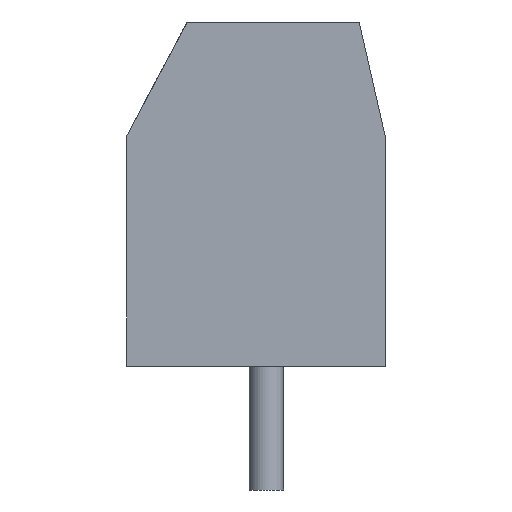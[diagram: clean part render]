
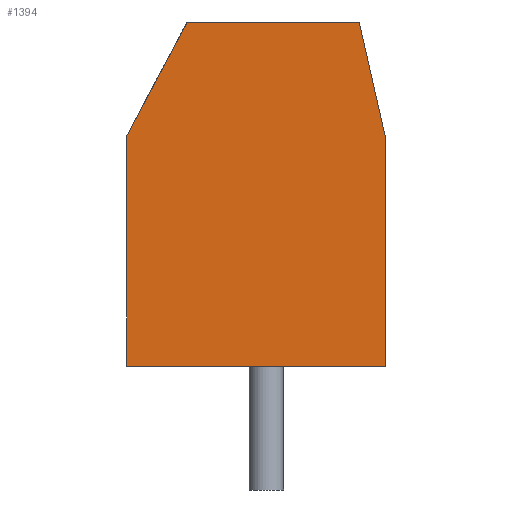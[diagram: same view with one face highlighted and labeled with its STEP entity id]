
A CAD part, front view. The second image highlights one B-rep face of the part: STEP entity #1394.
In plain terms, the highlighted planar face has unit normal (0, -1, 0).
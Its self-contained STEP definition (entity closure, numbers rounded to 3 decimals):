
#154=FACE_OUTER_BOUND('',#236,.T.);
#236=EDGE_LOOP('',(#1031,#1032,#1033,#1034,#1035,#1036));
#306=LINE('',#1968,#440);
#344=LINE('',#2061,#478);
#346=LINE('',#2065,#480);
#348=LINE('',#2069,#482);
#350=LINE('',#2073,#484);
#352=LINE('',#2076,#486);
#440=VECTOR('',#1609,10.);
#478=VECTOR('',#1697,10.);
#480=VECTOR('',#1701,10.);
#482=VECTOR('',#1705,10.);
#484=VECTOR('',#1709,10.);
#486=VECTOR('',#1713,10.);
#572=VERTEX_POINT('',#1966);
#573=VERTEX_POINT('',#1967);
#603=VERTEX_POINT('',#2060);
#604=VERTEX_POINT('',#2064);
#605=VERTEX_POINT('',#2068);
#606=VERTEX_POINT('',#2072);
#711=EDGE_CURVE('',#572,#573,#306,.T.);
#756=EDGE_CURVE('',#603,#572,#344,.T.);
#758=EDGE_CURVE('',#603,#604,#346,.F.);
#760=EDGE_CURVE('',#604,#605,#348,.F.);
#762=EDGE_CURVE('',#606,#605,#350,.T.);
#764=EDGE_CURVE('',#573,#606,#352,.T.);
#1031=ORIENTED_EDGE('',*,*,#711,.F.);
#1032=ORIENTED_EDGE('',*,*,#756,.F.);
#1033=ORIENTED_EDGE('',*,*,#758,.T.);
#1034=ORIENTED_EDGE('',*,*,#760,.T.);
#1035=ORIENTED_EDGE('',*,*,#762,.F.);
#1036=ORIENTED_EDGE('',*,*,#764,.F.);
#1327=PLANE('',#1501);
#1394=ADVANCED_FACE('',(#154),#1327,.F.);
#1501=AXIS2_PLACEMENT_3D('',#2077,#1714,#1715);
#1609=DIRECTION('',(0.469,0.,0.883));
#1697=DIRECTION('',(0.,0.,1.));
#1701=DIRECTION('',(-1.,0.,0.));
#1705=DIRECTION('',(0.,0.,-1.));
#1709=DIRECTION('',(0.222,0.,-0.975));
#1713=DIRECTION('',(1.,0.,0.));
#1714=DIRECTION('center_axis',(0.,1.,0.));
#1715=DIRECTION('ref_axis',(1.,0.,0.));
#1966=CARTESIAN_POINT('',(0.,-0.08,6.7));
#1967=CARTESIAN_POINT('',(1.75,-0.08,10.));
#1968=CARTESIAN_POINT('',(0.06,-0.08,6.813));
#2060=CARTESIAN_POINT('',(0.,-0.08,0.));
#2061=CARTESIAN_POINT('',(0.,-0.08,2.5));
#2064=CARTESIAN_POINT('',(7.5,-0.08,0.));
#2065=CARTESIAN_POINT('',(5.625,-0.08,0.));
#2068=CARTESIAN_POINT('',(7.5,-0.08,6.7));
#2069=CARTESIAN_POINT('',(7.5,-0.08,5.85));
#2072=CARTESIAN_POINT('',(6.75,-0.08,10.));
#2073=CARTESIAN_POINT('',(7.217,-0.08,7.947));
#2076=CARTESIAN_POINT('',(2.75,-0.08,10.));
#2077=CARTESIAN_POINT('Origin',(3.75,-0.08,5.));
